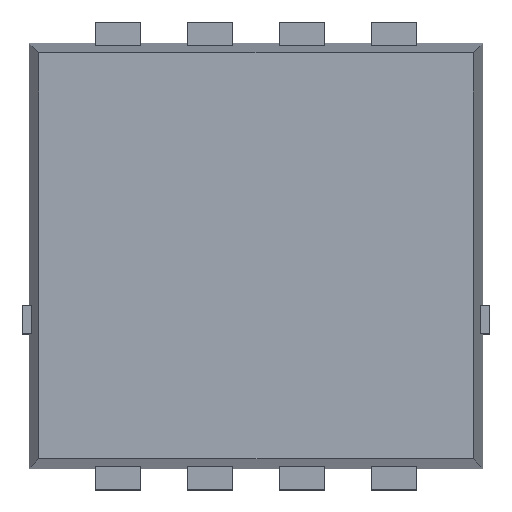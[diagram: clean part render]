
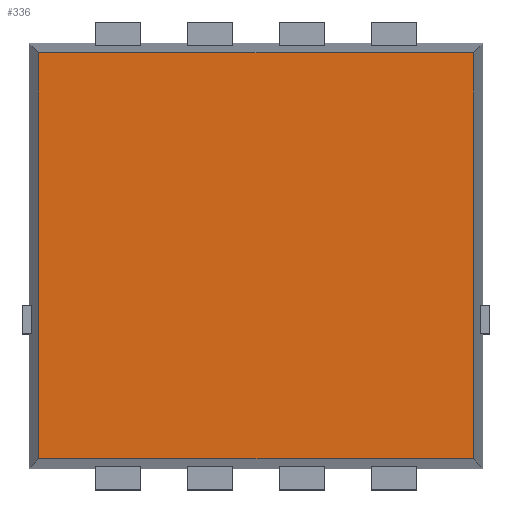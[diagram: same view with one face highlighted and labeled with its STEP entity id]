
A CAD part, top view. The second image highlights one B-rep face of the part: STEP entity #336.
In plain terms, the highlighted planar face has unit normal (0, 0, 1).
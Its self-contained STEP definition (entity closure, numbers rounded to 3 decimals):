
#336=ADVANCED_FACE('',(#1125),#1124,.T.);
#1124=PLANE('',#1787);
#1125=FACE_OUTER_BOUND('',#1788,.T.);
#1784=CARTESIAN_POINT('',(-1.837,-0.067,0.8));
#1785=DIRECTION('',(0.,0.,1.));
#1786=DIRECTION('',(1.,0.,0.));
#1787=AXIS2_PLACEMENT_3D('',#1784,#1785,#1786);
#1788=EDGE_LOOP('',(#2318,#2319,#2320,#2321));
#2318=ORIENTED_EDGE('',*,*,#2621,.T.);
#2319=ORIENTED_EDGE('',*,*,#2629,.T.);
#2320=ORIENTED_EDGE('',*,*,#2669,.T.);
#2321=ORIENTED_EDGE('',*,*,#2659,.T.);
#2621=EDGE_CURVE('',#3724,#3717,#3725,.T.);
#2629=EDGE_CURVE('',#3717,#3773,#3780,.T.);
#2659=EDGE_CURVE('',#3988,#3724,#3989,.T.);
#2669=EDGE_CURVE('',#3773,#3988,#4055,.T.);
#3717=VERTEX_POINT('',#5125);
#3724=VERTEX_POINT('',#5129);
#3725=LINE('',#5130,#5131);
#3773=VERTEX_POINT('',#5157);
#3780=LINE('',#5161,#5162);
#3988=VERTEX_POINT('',#5279);
#3989=LINE('',#5280,#5281);
#4055=LINE('',#5316,#5317);
#5125=CARTESIAN_POINT('',(-1.531,0.219,0.8));
#5129=CARTESIAN_POINT('',(-1.531,3.081,0.8));
#5130=CARTESIAN_POINT('',(-1.531,3.081,0.8));
#5131=VECTOR('',#5132,2.862);
#5132=DIRECTION('',(0.,-1.,0.));
#5157=CARTESIAN_POINT('',(1.531,0.219,0.8));
#5161=CARTESIAN_POINT('',(-1.531,0.219,0.8));
#5162=VECTOR('',#5163,3.062);
#5163=DIRECTION('',(1.,0.,0.));
#5279=CARTESIAN_POINT('',(1.531,3.081,0.8));
#5280=CARTESIAN_POINT('',(1.531,3.081,0.8));
#5281=VECTOR('',#5282,3.062);
#5282=DIRECTION('',(-1.,0.,0.));
#5316=CARTESIAN_POINT('',(1.531,0.219,0.8));
#5317=VECTOR('',#5318,2.862);
#5318=DIRECTION('',(0.,1.,0.));
